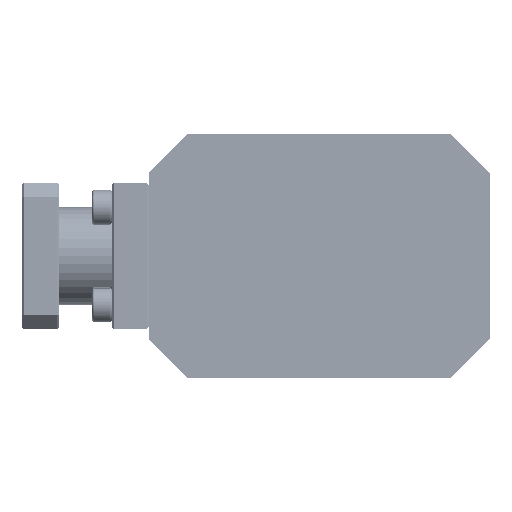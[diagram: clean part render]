
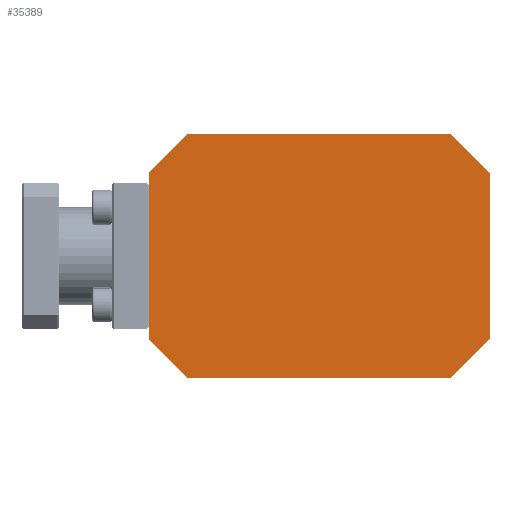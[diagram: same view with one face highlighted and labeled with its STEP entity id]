
A CAD part, front view. The second image highlights one B-rep face of the part: STEP entity #35389.
In plain terms, the highlighted planar face has unit normal (0, -1, 0).
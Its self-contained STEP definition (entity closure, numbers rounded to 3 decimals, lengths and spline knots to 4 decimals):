
#1542 = DIRECTION ( 'NONE',  ( 0.707, 0., 0.707 ) ) ;
#3579 = DIRECTION ( 'NONE',  ( 0., 0., 1. ) ) ;
#4037 = CARTESIAN_POINT ( 'NONE',  ( -0.8469, 0.6466, 1.1019 ) ) ;
#7149 = DIRECTION ( 'NONE',  ( 0., 0., 1. ) ) ;
#7468 = LINE ( 'NONE', #75835, #86322 ) ;
#8690 = VERTEX_POINT ( 'NONE', #57745 ) ;
#8787 = CARTESIAN_POINT ( 'NONE',  ( 0.7031, 0.6466, 1.1019 ) ) ;
#9240 = EDGE_CURVE ( 'NONE', #123604, #8690, #53923, .T. ) ;
#11907 = DIRECTION ( 'NONE',  ( 0., 0., -1. ) ) ;
#13543 = DIRECTION ( 'NONE',  ( 1., 0., 0. ) ) ;
#17438 = EDGE_CURVE ( 'NONE', #86421, #53548, #120531, .T. ) ;
#20256 = EDGE_CURVE ( 'NONE', #54395, #117425, #23497, .T. ) ;
#23497 = LINE ( 'NONE', #82754, #75015 ) ;
#27322 = VERTEX_POINT ( 'NONE', #113165 ) ;
#32971 = CARTESIAN_POINT ( 'NONE',  ( -0.8469, 0.6466, 1.3019 ) ) ;
#35389 = ADVANCED_FACE ( 'NONE', ( #68184 ), #36833, .F. ) ;
#35579 = CARTESIAN_POINT ( 'NONE',  ( 0.7031, 0.6466, 2.3519 ) ) ;
#36833 = PLANE ( 'NONE',  #78575 ) ;
#38958 = ORIENTED_EDGE ( 'NONE', *, *, #104280, .T. ) ;
#49142 = EDGE_CURVE ( 'NONE', #86421, #8690, #108607, .T. ) ;
#50683 = CARTESIAN_POINT ( 'NONE',  ( -0.8469, 0.6466, 2.1519 ) ) ;
#53548 = VERTEX_POINT ( 'NONE', #50683 ) ;
#53923 = LINE ( 'NONE', #70911, #60368 ) ;
#54395 = VERTEX_POINT ( 'NONE', #117346 ) ;
#55495 = VECTOR ( 'NONE', #107314, 39.3701 ) ;
#57745 = CARTESIAN_POINT ( 'NONE',  ( -0.6469, 0.6466, 1.1019 ) ) ;
#59354 = VECTOR ( 'NONE', #3579, 39.3701 ) ;
#60338 = ORIENTED_EDGE ( 'NONE', *, *, #49142, .T. ) ;
#60368 = VECTOR ( 'NONE', #112677, 39.3701 ) ;
#64241 = VERTEX_POINT ( 'NONE', #88855 ) ;
#68184 = FACE_OUTER_BOUND ( 'NONE', #115618, .T. ) ;
#70911 = CARTESIAN_POINT ( 'NONE',  ( -0.8469, 0.6466, 1.1019 ) ) ;
#71767 = CARTESIAN_POINT ( 'NONE',  ( -0.8469, 0.6466, 1.3019 ) ) ;
#75015 = VECTOR ( 'NONE', #13543, 39.3701 ) ;
#75410 = LINE ( 'NONE', #82890, #113943 ) ;
#75835 = CARTESIAN_POINT ( 'NONE',  ( -0.6469, 0.6466, 2.3519 ) ) ;
#77180 = CARTESIAN_POINT ( 'NONE',  ( 0.9031, 0.6466, 2.1519 ) ) ;
#77983 = VECTOR ( 'NONE', #116607, 39.3701 ) ;
#78575 = AXIS2_PLACEMENT_3D ( 'NONE', #118695, #109698, #7149 ) ;
#82472 = CARTESIAN_POINT ( 'NONE',  ( 0.9031, 0.6466, 1.1019 ) ) ;
#82754 = CARTESIAN_POINT ( 'NONE',  ( -0.8469, 0.6466, 2.3519 ) ) ;
#82767 = LINE ( 'NONE', #77180, #55495 ) ;
#82890 = CARTESIAN_POINT ( 'NONE',  ( 0.7031, 0.6466, 1.1019 ) ) ;
#84765 = EDGE_CURVE ( 'NONE', #54395, #53548, #7468, .T. ) ;
#86322 = VECTOR ( 'NONE', #117633, 39.3701 ) ;
#86421 = VERTEX_POINT ( 'NONE', #71767 ) ;
#88855 = CARTESIAN_POINT ( 'NONE',  ( 0.9031, 0.6466, 1.3019 ) ) ;
#91560 = ORIENTED_EDGE ( 'NONE', *, *, #84765, .T. ) ;
#92154 = VECTOR ( 'NONE', #11907, 39.3701 ) ;
#94361 = ORIENTED_EDGE ( 'NONE', *, *, #123752, .T. ) ;
#95400 = LINE ( 'NONE', #82472, #92154 ) ;
#104280 = EDGE_CURVE ( 'NONE', #27322, #117425, #82767, .T. ) ;
#106142 = EDGE_CURVE ( 'NONE', #27322, #64241, #95400, .T. ) ;
#107314 = DIRECTION ( 'NONE',  ( -0.707, 0., 0.707 ) ) ;
#108607 = LINE ( 'NONE', #32971, #77983 ) ;
#109698 = DIRECTION ( 'NONE',  ( 0., 1., 0. ) ) ;
#111086 = ORIENTED_EDGE ( 'NONE', *, *, #9240, .F. ) ;
#112322 = ORIENTED_EDGE ( 'NONE', *, *, #106142, .F. ) ;
#112677 = DIRECTION ( 'NONE',  ( -1., 0., 0. ) ) ;
#113165 = CARTESIAN_POINT ( 'NONE',  ( 0.9031, 0.6466, 2.1519 ) ) ;
#113943 = VECTOR ( 'NONE', #1542, 39.3701 ) ;
#115618 = EDGE_LOOP ( 'NONE', ( #129755, #91560, #120133, #60338, #111086, #94361, #112322, #38958 ) ) ;
#116607 = DIRECTION ( 'NONE',  ( 0.707, 0., -0.707 ) ) ;
#117346 = CARTESIAN_POINT ( 'NONE',  ( -0.6469, 0.6466, 2.3519 ) ) ;
#117425 = VERTEX_POINT ( 'NONE', #35579 ) ;
#117633 = DIRECTION ( 'NONE',  ( -0.707, 0., -0.707 ) ) ;
#118695 = CARTESIAN_POINT ( 'NONE',  ( 0.0281, 0.6466, 1.7269 ) ) ;
#120133 = ORIENTED_EDGE ( 'NONE', *, *, #17438, .F. ) ;
#120531 = LINE ( 'NONE', #4037, #59354 ) ;
#123604 = VERTEX_POINT ( 'NONE', #8787 ) ;
#123752 = EDGE_CURVE ( 'NONE', #123604, #64241, #75410, .T. ) ;
#129755 = ORIENTED_EDGE ( 'NONE', *, *, #20256, .F. ) ;
